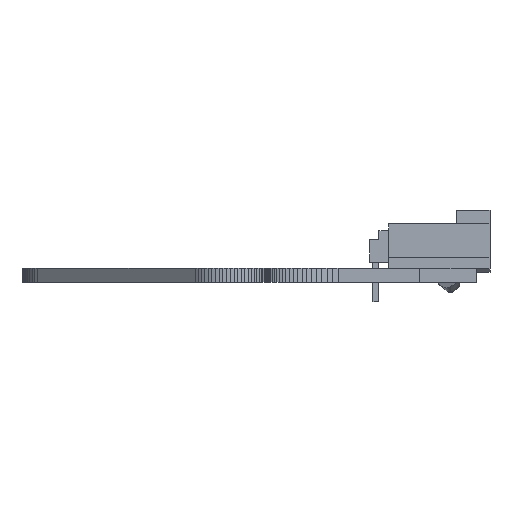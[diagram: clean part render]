
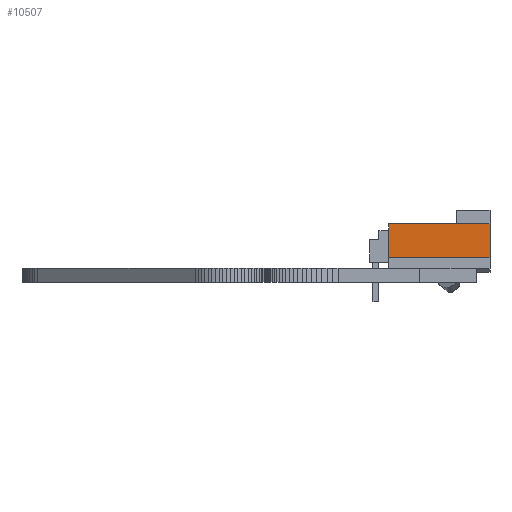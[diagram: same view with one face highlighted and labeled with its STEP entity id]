
A CAD part, left-side view. The second image highlights one B-rep face of the part: STEP entity #10507.
In plain terms, the highlighted planar face has unit normal (-1, 0, 0).
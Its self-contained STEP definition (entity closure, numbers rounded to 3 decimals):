
#64 = PLANE('',#65);
#65 = AXIS2_PLACEMENT_3D('',#66,#67,#68);
#66 = CARTESIAN_POINT('',(0.,0.,-5.715));
#67 = DIRECTION('',(0.,0.,1.));
#68 = DIRECTION('',(1.,0.,-0.));
#341 = VERTEX_POINT('',#342);
#342 = CARTESIAN_POINT('',(-5.08,2.54,-5.715));
#356 = PLANE('',#357);
#357 = AXIS2_PLACEMENT_3D('',#358,#359,#360);
#358 = CARTESIAN_POINT('',(5.08,2.54,-5.715));
#359 = DIRECTION('',(0.,1.,0.));
#360 = DIRECTION('',(-1.,0.,0.));
#368 = EDGE_CURVE('',#341,#369,#371,.T.);
#369 = VERTEX_POINT('',#370);
#370 = CARTESIAN_POINT('',(-5.08,-1.27,-5.715));
#371 = SURFACE_CURVE('',#372,(#376,#383),.PCURVE_S1.);
#372 = LINE('',#373,#374);
#373 = CARTESIAN_POINT('',(-5.08,2.54,-5.715));
#374 = VECTOR('',#375,1.);
#375 = DIRECTION('',(0.,-1.,0.));
#376 = PCURVE('',#64,#377);
#377 = DEFINITIONAL_REPRESENTATION('',(#378),#382);
#378 = LINE('',#379,#380);
#379 = CARTESIAN_POINT('',(-5.08,2.54));
#380 = VECTOR('',#381,1.);
#381 = DIRECTION('',(0.,-1.));
#382 = ( GEOMETRIC_REPRESENTATION_CONTEXT(2) 
PARAMETRIC_REPRESENTATION_CONTEXT() REPRESENTATION_CONTEXT('2D SPACE',''
  ) );
#383 = PCURVE('',#384,#389);
#384 = PLANE('',#385);
#385 = AXIS2_PLACEMENT_3D('',#386,#387,#388);
#386 = CARTESIAN_POINT('',(-5.08,2.54,-5.715));
#387 = DIRECTION('',(-1.,0.,0.));
#388 = DIRECTION('',(0.,-1.,0.));
#389 = DEFINITIONAL_REPRESENTATION('',(#390),#394);
#390 = LINE('',#391,#392);
#391 = CARTESIAN_POINT('',(0.,0.));
#392 = VECTOR('',#393,1.);
#393 = DIRECTION('',(1.,0.));
#394 = ( GEOMETRIC_REPRESENTATION_CONTEXT(2) 
PARAMETRIC_REPRESENTATION_CONTEXT() REPRESENTATION_CONTEXT('2D SPACE',''
  ) );
#412 = PLANE('',#413);
#413 = AXIS2_PLACEMENT_3D('',#414,#415,#416);
#414 = CARTESIAN_POINT('',(-5.08,-1.27,-5.715));
#415 = DIRECTION('',(0.,1.,0.));
#416 = DIRECTION('',(-1.,0.,0.));
#686 = PLANE('',#687);
#687 = AXIS2_PLACEMENT_3D('',#688,#689,#690);
#688 = CARTESIAN_POINT('',(0.,0.,5.715));
#689 = DIRECTION('',(0.,0.,1.));
#690 = DIRECTION('',(1.,0.,-0.));
#3679 = VERTEX_POINT('',#3680);
#3680 = CARTESIAN_POINT('',(-5.08,2.54,5.715));
#3701 = EDGE_CURVE('',#3679,#3702,#3704,.T.);
#3702 = VERTEX_POINT('',#3703);
#3703 = CARTESIAN_POINT('',(-5.08,-1.27,5.715));
#3704 = SURFACE_CURVE('',#3705,(#3709,#3716),.PCURVE_S1.);
#3705 = LINE('',#3706,#3707);
#3706 = CARTESIAN_POINT('',(-5.08,2.54,5.715));
#3707 = VECTOR('',#3708,1.);
#3708 = DIRECTION('',(0.,-1.,0.));
#3709 = PCURVE('',#686,#3710);
#3710 = DEFINITIONAL_REPRESENTATION('',(#3711),#3715);
#3711 = LINE('',#3712,#3713);
#3712 = CARTESIAN_POINT('',(-5.08,2.54));
#3713 = VECTOR('',#3714,1.);
#3714 = DIRECTION('',(0.,-1.));
#3715 = ( GEOMETRIC_REPRESENTATION_CONTEXT(2) 
PARAMETRIC_REPRESENTATION_CONTEXT() REPRESENTATION_CONTEXT('2D SPACE',''
  ) );
#3716 = PCURVE('',#384,#3717);
#3717 = DEFINITIONAL_REPRESENTATION('',(#3718),#3722);
#3718 = LINE('',#3719,#3720);
#3719 = CARTESIAN_POINT('',(0.,11.43));
#3720 = VECTOR('',#3721,1.);
#3721 = DIRECTION('',(1.,0.));
#3722 = ( GEOMETRIC_REPRESENTATION_CONTEXT(2) 
PARAMETRIC_REPRESENTATION_CONTEXT() REPRESENTATION_CONTEXT('2D SPACE',''
  ) );
#5171 = EDGE_CURVE('',#341,#3679,#5172,.T.);
#5172 = SURFACE_CURVE('',#5173,(#5177,#5184),.PCURVE_S1.);
#5173 = LINE('',#5174,#5175);
#5174 = CARTESIAN_POINT('',(-5.08,2.54,-5.715));
#5175 = VECTOR('',#5176,1.);
#5176 = DIRECTION('',(0.,0.,1.));
#5177 = PCURVE('',#356,#5178);
#5178 = DEFINITIONAL_REPRESENTATION('',(#5179),#5183);
#5179 = LINE('',#5180,#5181);
#5180 = CARTESIAN_POINT('',(10.16,0.));
#5181 = VECTOR('',#5182,1.);
#5182 = DIRECTION('',(0.,1.));
#5183 = ( GEOMETRIC_REPRESENTATION_CONTEXT(2) 
PARAMETRIC_REPRESENTATION_CONTEXT() REPRESENTATION_CONTEXT('2D SPACE',''
  ) );
#5184 = PCURVE('',#384,#5185);
#5185 = DEFINITIONAL_REPRESENTATION('',(#5186),#5190);
#5186 = LINE('',#5187,#5188);
#5187 = CARTESIAN_POINT('',(0.,0.));
#5188 = VECTOR('',#5189,1.);
#5189 = DIRECTION('',(0.,1.));
#5190 = ( GEOMETRIC_REPRESENTATION_CONTEXT(2) 
PARAMETRIC_REPRESENTATION_CONTEXT() REPRESENTATION_CONTEXT('2D SPACE',''
  ) );
#10507 = ADVANCED_FACE('',(#10508),#384,.T.);
#10508 = FACE_BOUND('',#10509,.F.);
#10509 = EDGE_LOOP('',(#10510,#10511,#10512,#10513));
#10510 = ORIENTED_EDGE('',*,*,#368,.F.);
#10511 = ORIENTED_EDGE('',*,*,#5171,.T.);
#10512 = ORIENTED_EDGE('',*,*,#3701,.T.);
#10513 = ORIENTED_EDGE('',*,*,#10514,.F.);
#10514 = EDGE_CURVE('',#369,#3702,#10515,.T.);
#10515 = SURFACE_CURVE('',#10516,(#10520,#10527),.PCURVE_S1.);
#10516 = LINE('',#10517,#10518);
#10517 = CARTESIAN_POINT('',(-5.08,-1.27,-5.715));
#10518 = VECTOR('',#10519,1.);
#10519 = DIRECTION('',(0.,0.,1.));
#10520 = PCURVE('',#384,#10521);
#10521 = DEFINITIONAL_REPRESENTATION('',(#10522),#10526);
#10522 = LINE('',#10523,#10524);
#10523 = CARTESIAN_POINT('',(3.81,0.));
#10524 = VECTOR('',#10525,1.);
#10525 = DIRECTION('',(0.,1.));
#10526 = ( GEOMETRIC_REPRESENTATION_CONTEXT(2) 
PARAMETRIC_REPRESENTATION_CONTEXT() REPRESENTATION_CONTEXT('2D SPACE',''
  ) );
#10527 = PCURVE('',#412,#10528);
#10528 = DEFINITIONAL_REPRESENTATION('',(#10529),#10533);
#10529 = LINE('',#10530,#10531);
#10530 = CARTESIAN_POINT('',(0.,0.));
#10531 = VECTOR('',#10532,1.);
#10532 = DIRECTION('',(0.,1.));
#10533 = ( GEOMETRIC_REPRESENTATION_CONTEXT(2) 
PARAMETRIC_REPRESENTATION_CONTEXT() REPRESENTATION_CONTEXT('2D SPACE',''
  ) );
